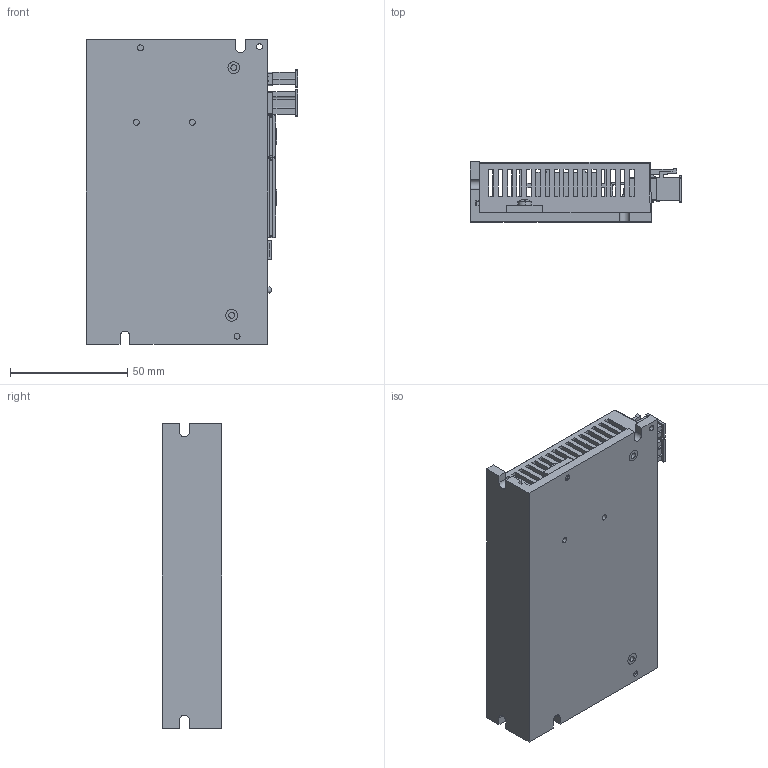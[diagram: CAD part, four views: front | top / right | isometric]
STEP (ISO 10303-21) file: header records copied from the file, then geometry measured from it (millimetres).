
FILE_DESCRIPTION (( 'STEP AP203' ), '1' );
FILE_NAME ('SSDC-A.STEP', '2018-01-25T05:10:28', ( '' ), ( '' ), 'SwSTEP 2.0', 'SolidWorks 2015', '' );
FILE_SCHEMA (( 'CONFIG_CONTROL_DESIGN' ));
Length unit declared in the file: millimetre
Products named in the file (1): SSDC-A
Bounding box: 90.42 x 25.5 x 130 mm (x, y, z)
Surface area: 88008.5 mm2 (no closed solid volume)
Topology: 0 solids, 99 shells, 3218 faces, 10280 edges, 7298 vertices
Faces by surface type: plane 2648, cylinder 375, bspline 179, cone 9, sphere 6, torus 1
Entity records: 121265 total; most frequent: CARTESIAN_POINT 31014, ORIENTED_EDGE 18491, DIRECTION 17089, EDGE_CURVE 10276, LINE 8681, VECTOR 8681, VERTEX_POINT 7298, AXIS2_PLACEMENT_3D 4204
